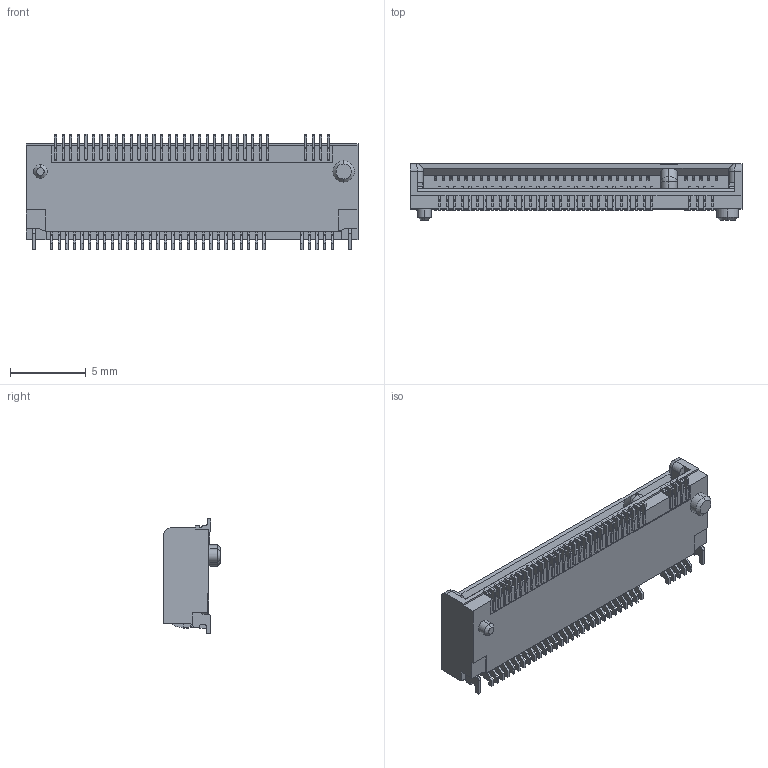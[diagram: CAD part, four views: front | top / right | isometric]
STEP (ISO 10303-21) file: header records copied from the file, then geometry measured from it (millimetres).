
FILE_DESCRIPTION(('STEP AP214'),'1');
FILE_NAME('sm3zs067u310amr1200.stp','2021-07-12T13:40:24',('TraceParts'),('TraceParts S.A.'),'Spatial InterOp 3D',' ',' ');
FILE_SCHEMA(('AUTOMOTIVE_DESIGN { 1 0 10303 214 1 1 1 1 }'));
Length unit declared in the file: millimetre
Products named in the file (1): sm3zs067u310amr1200
Bounding box: 21.9 x 3.72 x 7.6 mm (x, y, z)
Volume: 303.5 mm3; surface area: 775.1 mm2
Topology: 1 solids, 1 shells, 2406 faces, 7384 edges, 4912 vertices
Faces by surface type: plane 1592, cylinder 806, cone 4, bspline 4
Entity records: 82580 total; most frequent: CARTESIAN_POINT 15259, ORIENTED_EDGE 14760, DIRECTION 13631, EDGE_CURVE 7380, LINE 5631, VECTOR 5631, VERTEX_POINT 4912, AXIS2_PLACEMENT_3D 4000
